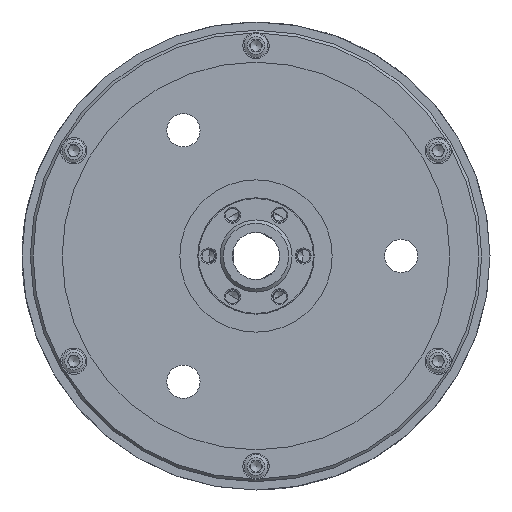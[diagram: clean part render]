
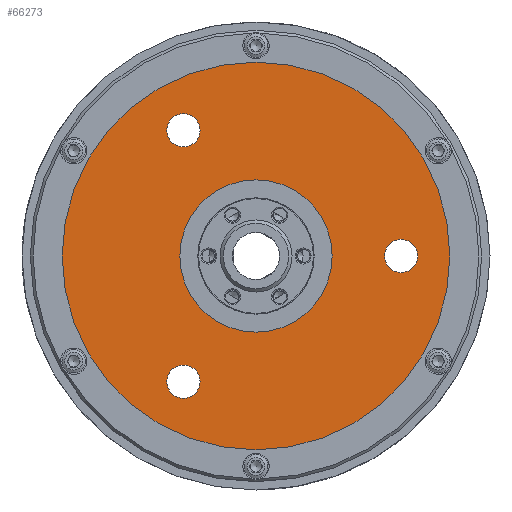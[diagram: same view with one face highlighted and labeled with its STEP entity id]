
A CAD part, left-side view. The second image highlights one B-rep face of the part: STEP entity #66273.
In plain terms, the highlighted planar face has unit normal (-1, 0, 0).
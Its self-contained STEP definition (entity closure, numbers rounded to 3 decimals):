
#2768=CIRCLE('',#72140,6.);
#2794=CIRCLE('',#72191,6.);
#2822=CIRCLE('',#72256,6.);
#2842=CIRCLE('',#72296,27.5);
#2843=CIRCLE('',#72298,70.);
#33826=ORIENTED_EDGE('',*,*,#43967,.F.);
#33827=ORIENTED_EDGE('',*,*,#43801,.F.);
#33828=ORIENTED_EDGE('',*,*,#43873,.T.);
#33829=ORIENTED_EDGE('',*,*,#44018,.F.);
#33830=ORIENTED_EDGE('',*,*,#44017,.T.);
#43801=EDGE_CURVE('',#50408,#50408,#2768,.T.);
#43873=EDGE_CURVE('',#50468,#50468,#2794,.T.);
#43967=EDGE_CURVE('',#50528,#50528,#2822,.T.);
#44017=EDGE_CURVE('',#50560,#50560,#2842,.T.);
#44018=EDGE_CURVE('',#50561,#50561,#2843,.T.);
#50408=VERTEX_POINT('',#109944);
#50468=VERTEX_POINT('',#110109);
#50528=VERTEX_POINT('',#110308);
#50560=VERTEX_POINT('',#110410);
#50561=VERTEX_POINT('',#110413);
#55224=EDGE_LOOP('',(#33826));
#55225=EDGE_LOOP('',(#33827));
#55226=EDGE_LOOP('',(#33828));
#55227=EDGE_LOOP('',(#33829));
#55228=EDGE_LOOP('',(#33830));
#59683=FACE_BOUND('',#55224,.T.);
#59684=FACE_BOUND('',#55225,.T.);
#59685=FACE_BOUND('',#55226,.T.);
#59686=FACE_BOUND('',#55227,.T.);
#59687=FACE_BOUND('',#55228,.T.);
#62870=PLANE('',#72297);
#66273=ADVANCED_FACE('',(#59683,#59684,#59685,#59686,#59687),#62870,.T.);
#72140=AXIS2_PLACEMENT_3D('',#109943,#89385,#89386);
#72191=AXIS2_PLACEMENT_3D('',#110108,#89531,#89532);
#72256=AXIS2_PLACEMENT_3D('',#110307,#89725,#89726);
#72296=AXIS2_PLACEMENT_3D('',#110409,#89835,#89836);
#72297=AXIS2_PLACEMENT_3D('',#110411,#89837,#89838);
#72298=AXIS2_PLACEMENT_3D('',#110412,#89839,#89840);
#89385=DIRECTION('',(-1.,0.,0.));
#89386=DIRECTION('',(0.,-0.866,-0.5));
#89531=DIRECTION('',(1.,0.,0.));
#89532=DIRECTION('',(0.,0.866,0.5));
#89725=DIRECTION('',(-1.,0.,0.));
#89726=DIRECTION('',(0.,0.,1.));
#89835=DIRECTION('',(1.,0.,0.));
#89836=DIRECTION('',(0.,0.,-1.));
#89837=DIRECTION('',(-1.,0.,0.));
#89838=DIRECTION('',(0.,0.,1.));
#89839=DIRECTION('',(1.,0.,0.));
#89840=DIRECTION('',(0.,0.,-1.));
#109943=CARTESIAN_POINT('',(-89.5,26.195,45.371));
#109944=CARTESIAN_POINT('',(-89.5,20.999,42.371));
#110108=CARTESIAN_POINT('',(-89.5,-52.39,0.));
#110109=CARTESIAN_POINT('',(-89.5,-47.194,3.));
#110307=CARTESIAN_POINT('',(-89.5,26.195,-45.371));
#110308=CARTESIAN_POINT('',(-89.5,26.195,-39.371));
#110409=CARTESIAN_POINT('',(-89.5,0.,0.));
#110410=CARTESIAN_POINT('',(-89.5,0.,-27.5));
#110411=CARTESIAN_POINT('',(-89.5,35.,-60.622));
#110412=CARTESIAN_POINT('',(-89.5,0.,0.));
#110413=CARTESIAN_POINT('',(-89.5,0.,-70.));
